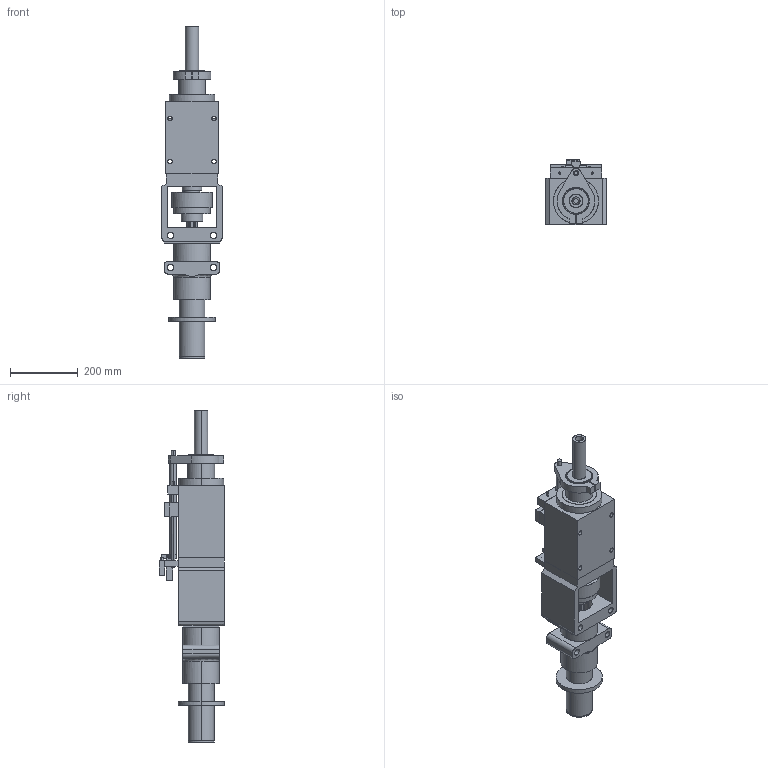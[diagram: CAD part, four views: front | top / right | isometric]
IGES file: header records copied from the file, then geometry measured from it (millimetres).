
Bounding box: 177.8 x 193.68 x 981.2 mm (x, y, z)
Surface area: 1499751.1 mm2 (no closed solid volume)
Topology: 0 solids, 0 shells, 584 faces, 3047 edges, 3022 vertices
Faces by surface type: bspline 584
